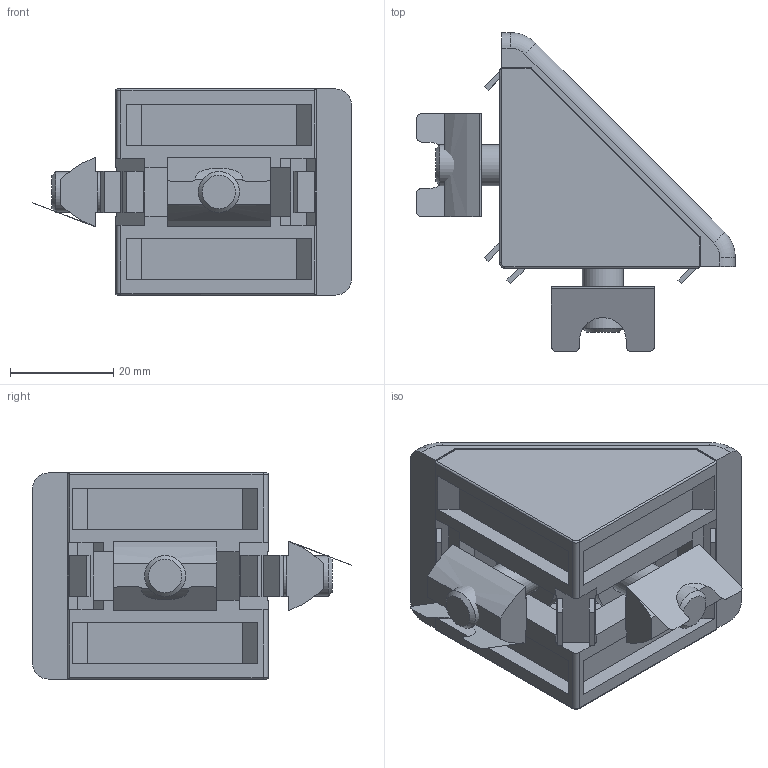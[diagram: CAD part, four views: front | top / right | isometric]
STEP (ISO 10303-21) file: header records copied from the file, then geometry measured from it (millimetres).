
FILE_DESCRIPTION(/* description */ ('Kątownik usztywniający 40x40 + Zaślepka'),/* implementation_level */ '2;1');
FILE_NAME(/* name */ 'K-304040Z.stp',/* time_stamp */ '2023-01-20T10:38:23+01:00',/* author */ ('aluteckkpl_am'),/* organization */ (''),/* preprocessor_version */ 'ST-DEVELOPER v18.1',/* originating_system */ 'Autodesk Inventor 2021',/* authorisation */ '');
FILE_SCHEMA (('CONFIG_CONTROL_DESIGN'));
Length unit declared in the file: millimetre
Products named in the file (6): 304040; 304040_1; 200820; 210482; 304040Z; 215008
Assembly tree (8 placements, depth 2):
  304040
    304040_1
    200820  x2
    210482  x2
    304040Z
    215008  x2
Bounding box: 61.85 x 61.85 x 40 mm (x, y, z)
Volume: 29474.5 mm3; surface area: 22184.1 mm2
Topology: 8 solids, 10 shells, 230 faces, 626 edges, 416 vertices
Faces by surface type: plane 165, cylinder 47, torus 10, sphere 4, cone 4
Full cylindrical faces by diameter (mm): 6.647 x2, 8 x2, 8.4 x2, 13 x2, 16 x2
Entity records: 6435 total; most frequent: CARTESIAN_POINT 1129, DIRECTION 1052, ORIENTED_EDGE 1044, EDGE_CURVE 528, LINE 408, VECTOR 408, VERTEX_POINT 348, AXIS2_PLACEMENT_3D 322
